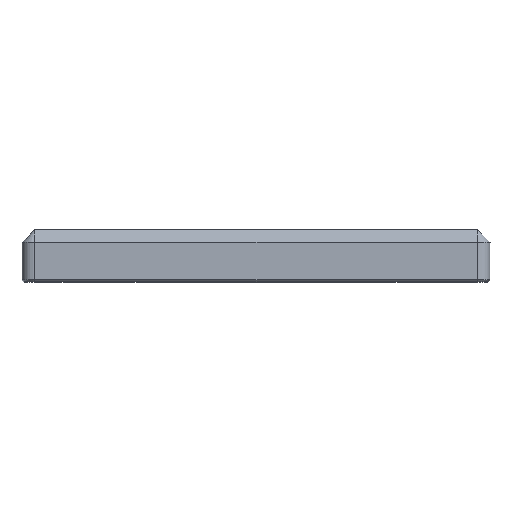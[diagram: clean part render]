
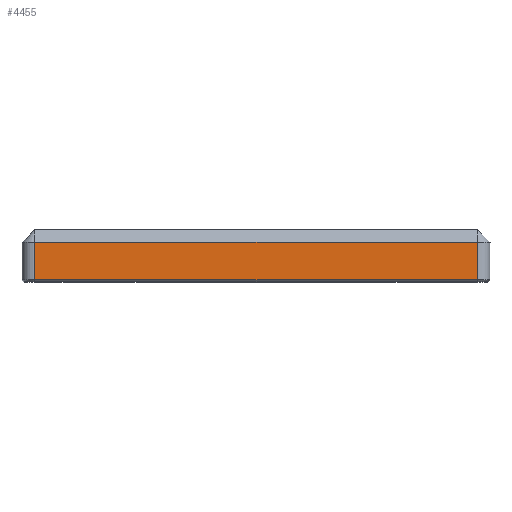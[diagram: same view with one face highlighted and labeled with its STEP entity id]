
A CAD part, top view. The second image highlights one B-rep face of the part: STEP entity #4455.
In plain terms, the highlighted planar face has unit normal (0, 0, 1).
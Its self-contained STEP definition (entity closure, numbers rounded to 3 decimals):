
#253=FACE_OUTER_BOUND('',#502,.T.);
#502=EDGE_LOOP('',(#3431,#3432,#3433,#3434));
#695=LINE('',#6217,#1262);
#1025=LINE('',#6944,#1592);
#1034=LINE('',#6969,#1601);
#1035=LINE('',#6971,#1602);
#1262=VECTOR('',#4990,10.);
#1592=VECTOR('',#5510,10.);
#1601=VECTOR('',#5537,10.);
#1602=VECTOR('',#5540,10.);
#1828=VERTEX_POINT('',#6210);
#1830=VERTEX_POINT('',#6215);
#2128=VERTEX_POINT('',#6941);
#2129=VERTEX_POINT('',#6943);
#2249=EDGE_CURVE('',#1830,#1828,#695,.T.);
#2619=EDGE_CURVE('',#2128,#2129,#1025,.T.);
#2632=EDGE_CURVE('',#1830,#2129,#1034,.T.);
#2633=EDGE_CURVE('',#1828,#2128,#1035,.T.);
#3431=ORIENTED_EDGE('',*,*,#2249,.F.);
#3432=ORIENTED_EDGE('',*,*,#2632,.T.);
#3433=ORIENTED_EDGE('',*,*,#2619,.F.);
#3434=ORIENTED_EDGE('',*,*,#2633,.F.);
#4259=PLANE('',#4753);
#4455=ADVANCED_FACE('',(#253),#4259,.T.);
#4753=AXIS2_PLACEMENT_3D('',#6970,#5538,#5539);
#4990=DIRECTION('',(-1.,0.,0.));
#5510=DIRECTION('',(1.,0.,0.));
#5537=DIRECTION('',(0.,1.,0.));
#5538=DIRECTION('center_axis',(0.,0.,1.));
#5539=DIRECTION('ref_axis',(-1.,0.,0.));
#5540=DIRECTION('',(0.,1.,0.));
#6210=CARTESIAN_POINT('',(-9.,-14.08,102.75));
#6215=CARTESIAN_POINT('',(199.5,-14.08,102.75));
#6217=CARTESIAN_POINT('',(146.625,-14.08,102.75));
#6941=CARTESIAN_POINT('',(-9.,3.5,102.75));
#6943=CARTESIAN_POINT('',(199.5,3.5,102.75));
#6944=CARTESIAN_POINT('',(146.625,3.5,102.75));
#6969=CARTESIAN_POINT('',(199.5,-15.08,102.75));
#6970=CARTESIAN_POINT('Origin',(198.,-18.43,102.75));
#6971=CARTESIAN_POINT('',(-9.,-15.08,102.75));
